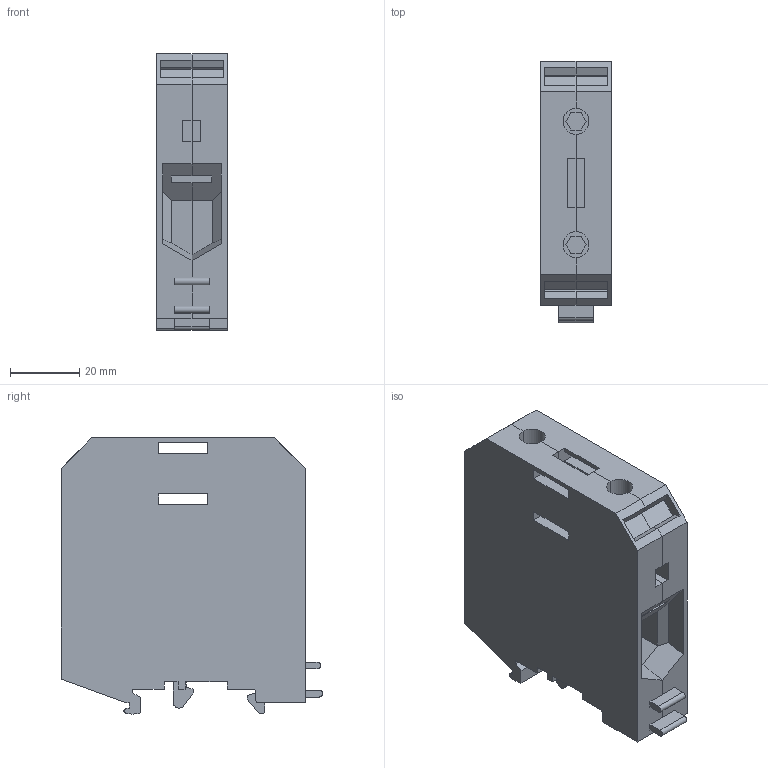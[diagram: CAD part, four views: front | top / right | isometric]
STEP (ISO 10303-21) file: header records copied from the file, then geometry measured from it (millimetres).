
FILE_DESCRIPTION(('Creo Elements/Direct Modeling STEP Export'),'2;1');
FILE_NAME('model.stp','2021-01-12T 0:06:05',(''),(''),'Creo Elements/Direct Modeling STEP processor for AP214 (Solid Model)','Creo Elements/Direct Modeling 20.1A 29-Sep-2018 (C) Parametric Technology GmbH','');
FILE_SCHEMA(('AUTOMOTIVE_DESIGN { 1 0 10303 214 1 1 1 1 }'));
Length unit declared in the file: millimetre
Products named in the file (2): UKH_70_FE-select
Assembly tree (1 placements, depth 2):
  UKH_70_FE-select
    UKH_70_FE-select
Bounding box: 20.3 x 75.45 x 79.7 mm (x, y, z)
Volume: 85100.7 mm3; surface area: 23337.4 mm2
Topology: 1 solids, 1 shells, 216 faces, 599 edges, 383 vertices
Faces by surface type: plane 202, cylinder 14
Entity records: 7640 total; most frequent: ORIENTED_EDGE 1198, CARTESIAN_POINT 1003, DIRECTION 786, EDGE_CURVE 599, VECTOR 454, LINE 454, VERTEX_POINT 383, EDGE_LOOP 222
